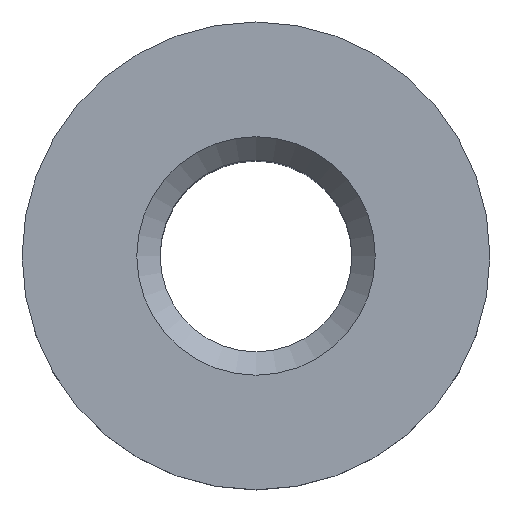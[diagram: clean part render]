
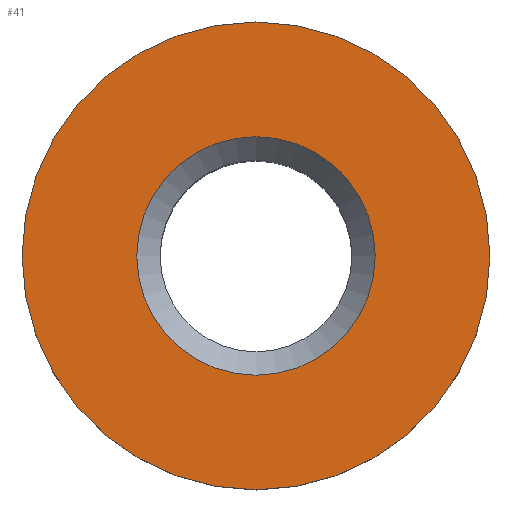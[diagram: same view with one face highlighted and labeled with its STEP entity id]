
A CAD part, top view. The second image highlights one B-rep face of the part: STEP entity #41.
In plain terms, the highlighted planar face has unit normal (0, 0, 1).
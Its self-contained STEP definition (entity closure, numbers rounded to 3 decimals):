
#41 = ADVANCED_FACE( '', ( #82, #83 ), #84, .F. );
#82 = FACE_BOUND( '', #117, .T. );
#83 = FACE_OUTER_BOUND( '', #118, .T. );
#84 = PLANE( '', #119 );
#117 = EDGE_LOOP( '', ( #156 ) );
#118 = EDGE_LOOP( '', ( #157 ) );
#119 = AXIS2_PLACEMENT_3D( '', #158, #159, #160 );
#156 = ORIENTED_EDGE( '', *, *, #171, .T. );
#157 = ORIENTED_EDGE( '', *, *, #179, .F. );
#158 = CARTESIAN_POINT( '', ( 0., 0., 1. ) );
#159 = DIRECTION( '', ( 0., 0., -1. ) );
#160 = DIRECTION( '', ( -1., 0., 0. ) );
#171 = EDGE_CURVE( '', #187, #187, #188, .T. );
#179 = EDGE_CURVE( '', #199, #199, #200, .T. );
#187 = VERTEX_POINT( '', #208 );
#188 = CIRCLE( '', #209, 1.53 );
#199 = VERTEX_POINT( '', #220 );
#200 = CIRCLE( '', #221, 3. );
#208 = CARTESIAN_POINT( '', ( 1.53, 0., 1. ) );
#209 = AXIS2_PLACEMENT_3D( '', #229, #230, #231 );
#220 = CARTESIAN_POINT( '', ( -3., 0., 1. ) );
#221 = AXIS2_PLACEMENT_3D( '', #241, #242, #243 );
#229 = CARTESIAN_POINT( '', ( 0., 0., 1. ) );
#230 = DIRECTION( '', ( 0., 0., -1. ) );
#231 = DIRECTION( '', ( 1., 0., 0. ) );
#241 = CARTESIAN_POINT( '', ( 0., 0., 1. ) );
#242 = DIRECTION( '', ( 0., 0., -1. ) );
#243 = DIRECTION( '', ( -1., 0., 0. ) );
